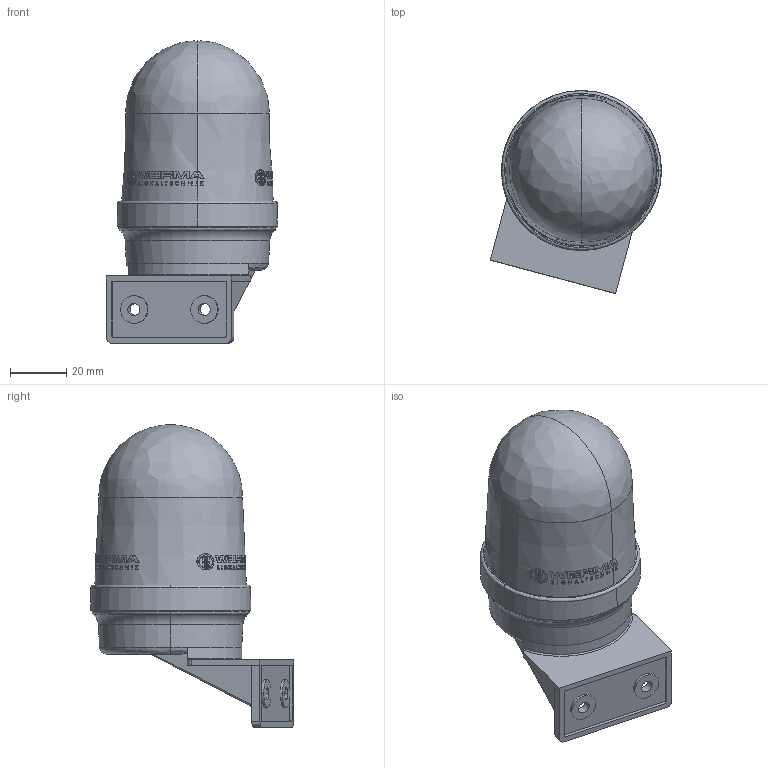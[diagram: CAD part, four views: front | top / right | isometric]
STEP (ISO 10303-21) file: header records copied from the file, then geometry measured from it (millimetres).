
FILE_DESCRIPTION (( 'STEP AP214' ), '1' );
FILE_NAME ('21320000.step', '2016-03-10T22:57:25', ( '' ), ( '' ), 'SwSTEP 2.0', 'SolidWorks 2015', '' );
FILE_SCHEMA (( 'AUTOMOTIVE_DESIGN' ));
Length unit declared in the file: inch
Products named in the file (1): 21320000
Bounding box: 60.76 x 72.07 x 107.4 mm (x, y, z)
Volume: 162829.7 mm3; surface area: 21273.4 mm2
Topology: 1 solids, 1 shells, 826 faces, 2235 edges, 1484 vertices
Faces by surface type: plane 550, cylinder 178, cone 84, bspline 11, torus 3
Entity records: 29876 total; most frequent: CARTESIAN_POINT 10175, ORIENTED_EDGE 4466, DIRECTION 3496, EDGE_CURVE 2233, VERTEX_POINT 1484, AXIS2_PLACEMENT_3D 1311, EDGE_LOOP 905, VECTOR 874
